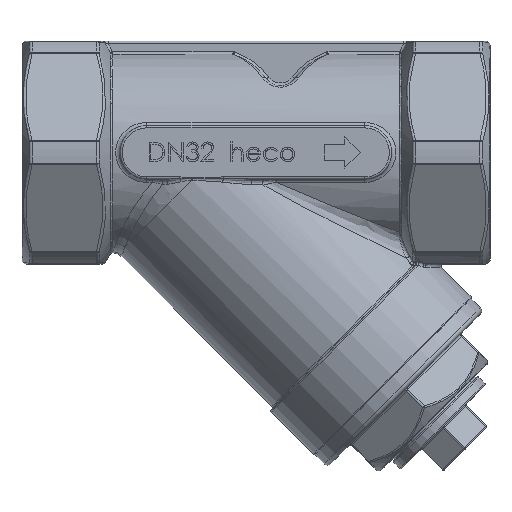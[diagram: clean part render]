
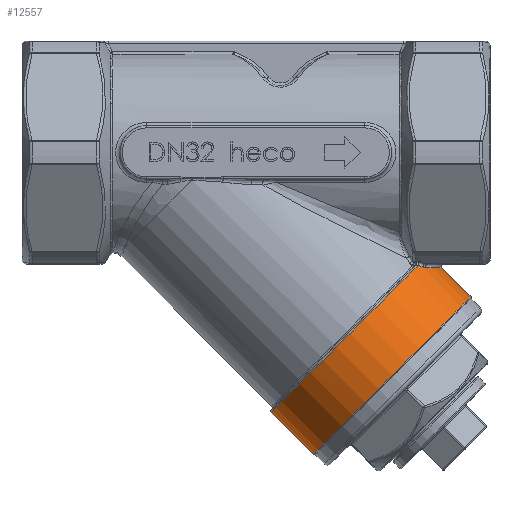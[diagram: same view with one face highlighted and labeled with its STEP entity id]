
A CAD part, top view. The second image highlights one B-rep face of the part: STEP entity #12557.
In plain terms, the highlighted cylindrical face has radius 25 mm (diameter 50 mm), a full revolution.
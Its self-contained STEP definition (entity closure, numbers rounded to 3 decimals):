
#938 = FACE_OUTER_BOUND ( 'NONE', #29157, .T. ) ;
#939 = CYLINDRICAL_SURFACE ( 'NONE', #16598, 25. ) ;
#940 = FACE_OUTER_BOUND ( 'NONE', #29187, .T. ) ;
#941 = CARTESIAN_POINT ( 'NONE',  ( 83.205, -50.205, 0. ) ) ;
#950 = DIRECTION ( 'NONE',  ( -0.707, 0.707, 0. ) ) ;
#951 = DIRECTION ( 'NONE',  ( -0.707, -0.707, 0. ) ) ;
#3689 =( BOUNDED_CURVE ( )  B_SPLINE_CURVE ( 3, ( #26550, #26565, #26566, #26567 ),
 .UNSPECIFIED., .F., .T. ) 
 B_SPLINE_CURVE_WITH_KNOTS ( ( 4, 4 ),
 ( 2.682, 3.601 ),
 .UNSPECIFIED. ) 
 CURVE ( )  GEOMETRIC_REPRESENTATION_ITEM ( )  RATIONAL_B_SPLINE_CURVE ( ( 1., 0.931, 0.931, 1. ) ) 
 REPRESENTATION_ITEM ( '' )  );
#6098 = ORIENTED_EDGE ( 'NONE', *, *, #36700, .T. ) ;
#6467 = ORIENTED_EDGE ( 'NONE', *, *, #36788, .T. ) ;
#6475 = ORIENTED_EDGE ( 'NONE', *, *, #36803, .T. ) ;
#6511 = ORIENTED_EDGE ( 'NONE', *, *, #36876, .T. ) ;
#7132 = ORIENTED_EDGE ( 'NONE', *, *, #36676, .T. ) ;
#7134 = ORIENTED_EDGE ( 'NONE', *, *, #36724, .T. ) ;
#7243 = ORIENTED_EDGE ( 'NONE', *, *, #36651, .T. ) ;
#12557 = ADVANCED_FACE ( 'NONE', ( #938, #940 ), #939, .T. ) ;
#16598 = AXIS2_PLACEMENT_3D ( 'NONE', #941, #950, #951 ) ;
#26332 = CARTESIAN_POINT ( 'NONE',  ( 88.916, -25.26, -12.453 ) ) ;
#26374 = CARTESIAN_POINT ( 'NONE',  ( 89.296, -25.409, -12.17 ) ) ;
#26389 = CARTESIAN_POINT ( 'NONE',  ( 89.67, -25.556, -11.878 ) ) ;
#26390 = CARTESIAN_POINT ( 'NONE',  ( 90.037, -25.701, -11.577 ) ) ;
#26480 = CARTESIAN_POINT ( 'NONE',  ( 90.211, -25.77, -11.435 ) ) ;
#26481 = CARTESIAN_POINT ( 'NONE',  ( 90.037, -25.701, -11.577 ) ) ;
#26494 = CARTESIAN_POINT ( 'NONE',  ( 90.373, -25.816, -11.274 ) ) ;
#26495 = CARTESIAN_POINT ( 'NONE',  ( 90.51, -25.817, -11.081 ) ) ;
#26550 = CARTESIAN_POINT ( 'NONE',  ( 90.51, -25.817, -11.081 ) ) ;
#26565 = CARTESIAN_POINT ( 'NONE',  ( 95.533, -25.867, -3.968 ) ) ;
#26566 = CARTESIAN_POINT ( 'NONE',  ( 95.533, -25.867, 3.968 ) ) ;
#26567 = CARTESIAN_POINT ( 'NONE',  ( 90.51, -25.817, 11.081 ) ) ;
#26717 = CARTESIAN_POINT ( 'NONE',  ( 90.51, -25.817, 11.081 ) ) ;
#26797 = CARTESIAN_POINT ( 'NONE',  ( 90.442, -25.816, 11.177 ) ) ;
#26798 = CARTESIAN_POINT ( 'NONE',  ( 90.366, -25.804, 11.266 ) ) ;
#26799 = CARTESIAN_POINT ( 'NONE',  ( 90.207, -25.764, 11.43 ) ) ;
#26800 = CARTESIAN_POINT ( 'NONE',  ( 90.124, -25.736, 11.506 ) ) ;
#26801 = CARTESIAN_POINT ( 'NONE',  ( 90.037, -25.701, 11.577 ) ) ;
#27191 = CARTESIAN_POINT ( 'NONE',  ( 83.063, -50.063, 0. ) ) ;
#27192 = DIRECTION ( 'NONE',  ( -0.707, 0.707, 0. ) ) ;
#27193 = DIRECTION ( 'NONE',  ( 0.707, 0.707, 0. ) ) ;
#27243 = CARTESIAN_POINT ( 'NONE',  ( 73.588, -40.588, 0. ) ) ;
#27244 = DIRECTION ( 'NONE',  ( 0.707, -0.707, 0. ) ) ;
#27245 = DIRECTION ( 'NONE',  ( 0.707, 0.707, 0. ) ) ;
#27434 = AXIS2_PLACEMENT_3D ( 'NONE', #27191, #27192, #27193 ) ;
#27435 = CIRCLE ( 'NONE', #27434, 25. ) ;
#27436 = CIRCLE ( 'NONE', #27439, 25. ) ;
#27439 = AXIS2_PLACEMENT_3D ( 'NONE', #27243, #27244, #27245 ) ;
#29157 = EDGE_LOOP ( 'NONE', ( #6467 ) ) ;
#29187 = EDGE_LOOP ( 'NONE', ( #6475, #7243, #7132, #6098, #7134, #6511 ) ) ;
#31374 = CARTESIAN_POINT ( 'NONE',  ( 90.037, -25.701, 11.577 ) ) ;
#31385 = CARTESIAN_POINT ( 'NONE',  ( 89.67, -25.556, 11.878 ) ) ;
#31387 = CARTESIAN_POINT ( 'NONE',  ( 89.296, -25.409, 12.17 ) ) ;
#31389 = CARTESIAN_POINT ( 'NONE',  ( 88.916, -25.26, 12.453 ) ) ;
#34861 = CARTESIAN_POINT ( 'NONE',  ( 88.916, -25.26, 12.453 ) ) ;
#36651 = EDGE_CURVE ( 'NONE', #39082, #39088, #41032, .T. ) ;
#36676 = EDGE_CURVE ( 'NONE', #39088, #39089, #41007, .T. ) ;
#36700 = EDGE_CURVE ( 'NONE', #39089, #39090, #3689, .T. ) ;
#36724 = EDGE_CURVE ( 'NONE', #39090, #39091, #40952, .T. ) ;
#36788 = EDGE_CURVE ( 'NONE', #38150, #38150, #27435, .T. ) ;
#36803 = EDGE_CURVE ( 'NONE', #38393, #39082, #27436, .T. ) ;
#36876 = EDGE_CURVE ( 'NONE', #39091, #38393, #41569, .T. ) ;
#38002 = CARTESIAN_POINT ( 'NONE',  ( 90.037, -25.701, -11.577 ) ) ;
#38008 = CARTESIAN_POINT ( 'NONE',  ( 88.916, -25.26, -12.453 ) ) ;
#38013 = CARTESIAN_POINT ( 'NONE',  ( 90.51, -25.817, -11.081 ) ) ;
#38014 = CARTESIAN_POINT ( 'NONE',  ( 90.51, -25.817, 11.081 ) ) ;
#38015 = CARTESIAN_POINT ( 'NONE',  ( 90.037, -25.701, 11.577 ) ) ;
#38150 = VERTEX_POINT ( 'NONE', #38153 ) ;
#38153 = CARTESIAN_POINT ( 'NONE',  ( 100.741, -32.385, 0. ) ) ;
#38393 = VERTEX_POINT ( 'NONE', #34861 ) ;
#39082 = VERTEX_POINT ( 'NONE', #38008 ) ;
#39088 = VERTEX_POINT ( 'NONE', #38002 ) ;
#39089 = VERTEX_POINT ( 'NONE', #38013 ) ;
#39090 = VERTEX_POINT ( 'NONE', #38014 ) ;
#39091 = VERTEX_POINT ( 'NONE', #38015 ) ;
#40952 = B_SPLINE_CURVE_WITH_KNOTS ( 'NONE', 3,
 ( #26717, #26797, #26798, #26799, #26800, #26801 ),
 .UNSPECIFIED., .F., .F.,
 ( 4, 2, 4 ),
 ( 0., 0., 0.001 ),
 .UNSPECIFIED. ) ;
#41007 = B_SPLINE_CURVE_WITH_KNOTS ( 'NONE', 3,
 ( #26481, #26480, #26494, #26495 ),
 .UNSPECIFIED., .F., .F.,
 ( 4, 4 ),
 ( 0., 0.001 ),
 .UNSPECIFIED. ) ;
#41032 = B_SPLINE_CURVE_WITH_KNOTS ( 'NONE', 3,
 ( #26332, #26374, #26389, #26390 ),
 .UNSPECIFIED., .F., .F.,
 ( 4, 4 ),
 ( 0., 0.001 ),
 .UNSPECIFIED. ) ;
#41569 = B_SPLINE_CURVE_WITH_KNOTS ( 'NONE', 3,
 ( #31374, #31385, #31387, #31389 ),
 .UNSPECIFIED., .F., .F.,
 ( 4, 4 ),
 ( 0., 0.001 ),
 .UNSPECIFIED. ) ;
